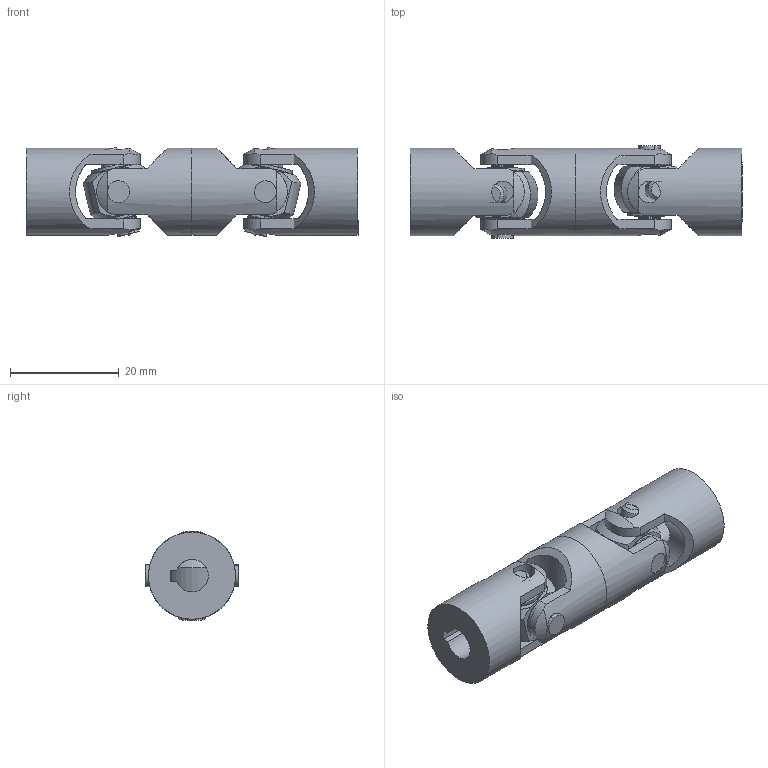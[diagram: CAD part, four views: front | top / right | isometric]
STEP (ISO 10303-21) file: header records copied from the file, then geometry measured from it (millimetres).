
FILE_DESCRIPTION(/* description */ ('Alibre Inc.'),/* implementation_level */ '2;1');
FILE_NAME(/* name */ 'export0',/* time_stamp */ '2012-08-13T11:09:51+02:00',/* author */ (''),/* organization */ (''),/* preprocessor_version */ 'ST-DEVELOPER v12',/* originating_system */ 'Alibre',/* authorisation */ '');
FILE_SCHEMA (('CONFIG_CONTROL_DESIGN'));
Length unit declared in the file: millimetre
Products named in the file (5): ID_1
Bounding box: 61 x 17.01 x 16.38 mm (x, y, z)
Volume: 9353.5 mm3; surface area: 7881.1 mm2
Topology: 20 solids, 20 shells, 836 faces, 2000 edges, 1320 vertices
Faces by surface type: plane 566, cylinder 226, cone 44
Full cylindrical faces by diameter (mm): 4 x8, 16 x4
Entity records: 13690 total; most frequent: CARTESIAN_POINT 3010, ORIENTED_EDGE 2090, DIRECTION 1925, EDGE_CURVE 1045, AXIS2_PLACEMENT_3D 801, VERTEX_POINT 693, VECTOR 612, LINE 612
